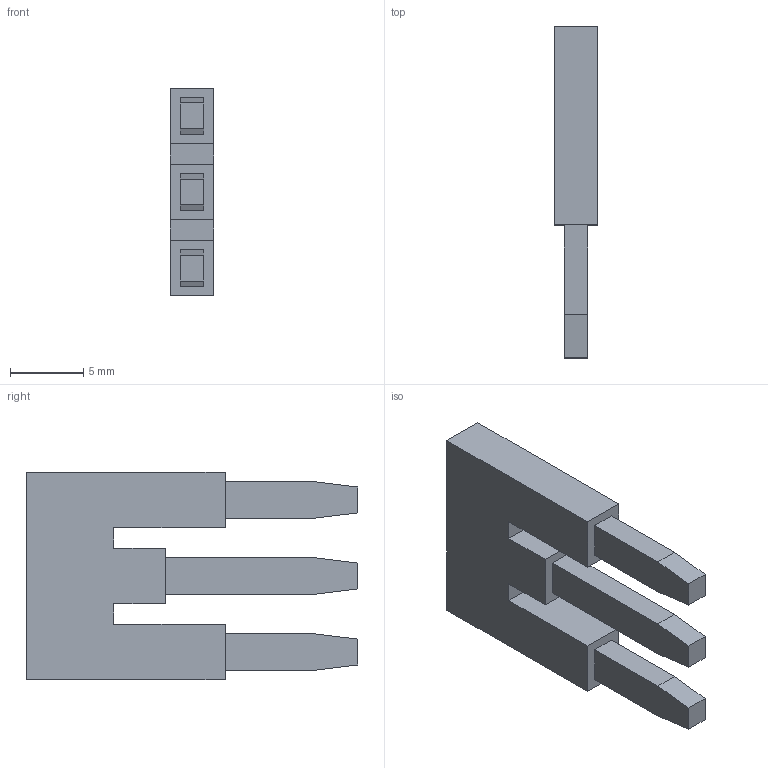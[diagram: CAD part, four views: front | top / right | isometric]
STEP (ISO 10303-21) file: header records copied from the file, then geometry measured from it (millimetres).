
FILE_DESCRIPTION(('SolidDesigner STEP Export'),'2;1');
FILE_NAME('3030174_FBS_3-5_select.stp','2006-12-18T13:12:06',(''),(''),'OneSpace Designer STEP processor for AP203 (Solid Model)','OneSpace Designer 13.01 05-Feb-2005 (C) CoCreate Software GmbH','');
FILE_SCHEMA(('CONFIG_CONTROL_DESIGN'));
Length unit declared in the file: millimetre
Products named in the file (2): 3030174_FBS_3-5_select
Assembly tree (1 placements, depth 2):
  3030174_FBS_3-5_select
    3030174_FBS_3-5_select
Bounding box: 3 x 22.68 x 14.2 mm (x, y, z)
Volume: 588.9 mm3; surface area: 793 mm2
Topology: 1 solids, 1 shells, 35 faces, 90 edges, 60 vertices
Faces by surface type: plane 35
Entity records: 1252 total; most frequent: CARTESIAN_POINT 186, ORIENTED_EDGE 180, DIRECTION 162, VECTOR 90, LINE 90, EDGE_CURVE 90, VERTEX_POINT 60, EDGE_LOOP 38
